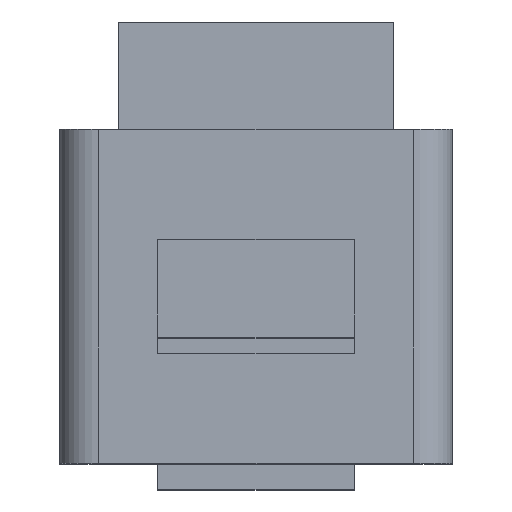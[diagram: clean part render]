
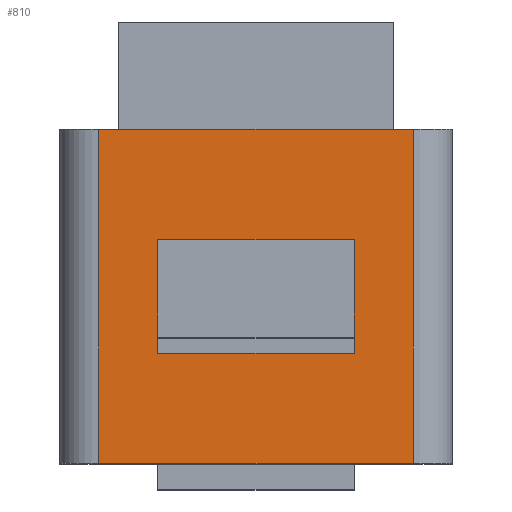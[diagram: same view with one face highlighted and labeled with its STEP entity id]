
A CAD part, top view. The second image highlights one B-rep face of the part: STEP entity #810.
In plain terms, the highlighted planar face has unit normal (0, 0, 1).
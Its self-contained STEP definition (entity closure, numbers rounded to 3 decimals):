
#17=FACE_BOUND('',#131,.T.);
#44=PLANE('',#890);
#85=FACE_OUTER_BOUND('',#130,.T.);
#130=EDGE_LOOP('',(#681,#682,#683,#684));
#131=EDGE_LOOP('',(#685,#686,#687,#688));
#187=LINE('',#1226,#281);
#198=LINE('',#1258,#292);
#208=LINE('',#1281,#302);
#212=LINE('',#1291,#306);
#214=LINE('',#1294,#308);
#215=LINE('',#1296,#309);
#216=LINE('',#1298,#310);
#217=LINE('',#1299,#311);
#281=VECTOR('',#996,1.);
#292=VECTOR('',#1027,1.);
#302=VECTOR('',#1053,1.);
#306=VECTOR('',#1059,1.);
#308=VECTOR('',#1063,1.);
#309=VECTOR('',#1064,1.);
#310=VECTOR('',#1065,1.);
#311=VECTOR('',#1066,1.);
#388=VERTEX_POINT('',#1223);
#389=VERTEX_POINT('',#1225);
#400=VERTEX_POINT('',#1257);
#405=VERTEX_POINT('',#1279);
#409=VERTEX_POINT('',#1288);
#410=VERTEX_POINT('',#1290);
#411=VERTEX_POINT('',#1295);
#412=VERTEX_POINT('',#1297);
#476=EDGE_CURVE('',#389,#388,#187,.T.);
#492=EDGE_CURVE('',#400,#389,#198,.T.);
#504=EDGE_CURVE('',#405,#388,#208,.T.);
#508=EDGE_CURVE('',#410,#409,#212,.T.);
#510=EDGE_CURVE('',#405,#400,#214,.T.);
#511=EDGE_CURVE('',#411,#410,#215,.T.);
#512=EDGE_CURVE('',#409,#412,#216,.T.);
#513=EDGE_CURVE('',#412,#411,#217,.T.);
#681=ORIENTED_EDGE('',*,*,#476,.T.);
#682=ORIENTED_EDGE('',*,*,#504,.F.);
#683=ORIENTED_EDGE('',*,*,#510,.T.);
#684=ORIENTED_EDGE('',*,*,#492,.T.);
#685=ORIENTED_EDGE('',*,*,#511,.T.);
#686=ORIENTED_EDGE('',*,*,#508,.T.);
#687=ORIENTED_EDGE('',*,*,#512,.T.);
#688=ORIENTED_EDGE('',*,*,#513,.T.);
#810=ADVANCED_FACE('',(#85,#17),#44,.T.);
#890=AXIS2_PLACEMENT_3D('',#1293,#1061,#1062);
#996=DIRECTION('',(1.,0.,0.));
#1027=DIRECTION('',(0.,-1.,0.));
#1053=DIRECTION('',(0.,-1.,0.));
#1059=DIRECTION('',(1.,0.,0.));
#1061=DIRECTION('center_axis',(0.,0.,1.));
#1062=DIRECTION('ref_axis',(-1.,0.,0.));
#1063=DIRECTION('',(-1.,0.,0.));
#1064=DIRECTION('',(0.,1.,0.));
#1065=DIRECTION('',(0.,-1.,0.));
#1066=DIRECTION('',(-1.,0.,0.));
#1223=CARTESIAN_POINT('',(8.,-8.5,24.8));
#1225=CARTESIAN_POINT('',(-8.,-8.5,24.8));
#1226=CARTESIAN_POINT('',(8.,-8.5,24.8));
#1257=CARTESIAN_POINT('',(-8.,8.5,24.8));
#1258=CARTESIAN_POINT('',(-8.,8.5,24.8));
#1279=CARTESIAN_POINT('',(8.,8.5,24.8));
#1281=CARTESIAN_POINT('',(8.,8.5,24.8));
#1288=CARTESIAN_POINT('',(5.,2.9,24.8));
#1290=CARTESIAN_POINT('',(-5.,2.9,24.8));
#1291=CARTESIAN_POINT('',(0.,2.9,24.8));
#1293=CARTESIAN_POINT('Origin',(0.,8.5,24.8));
#1294=CARTESIAN_POINT('',(8.,8.5,24.8));
#1295=CARTESIAN_POINT('',(-5.,-2.9,24.8));
#1296=CARTESIAN_POINT('',(-5.,4.25,24.8));
#1297=CARTESIAN_POINT('',(5.,-2.9,24.8));
#1298=CARTESIAN_POINT('',(5.,4.25,24.8));
#1299=CARTESIAN_POINT('',(0.,-2.9,24.8));
